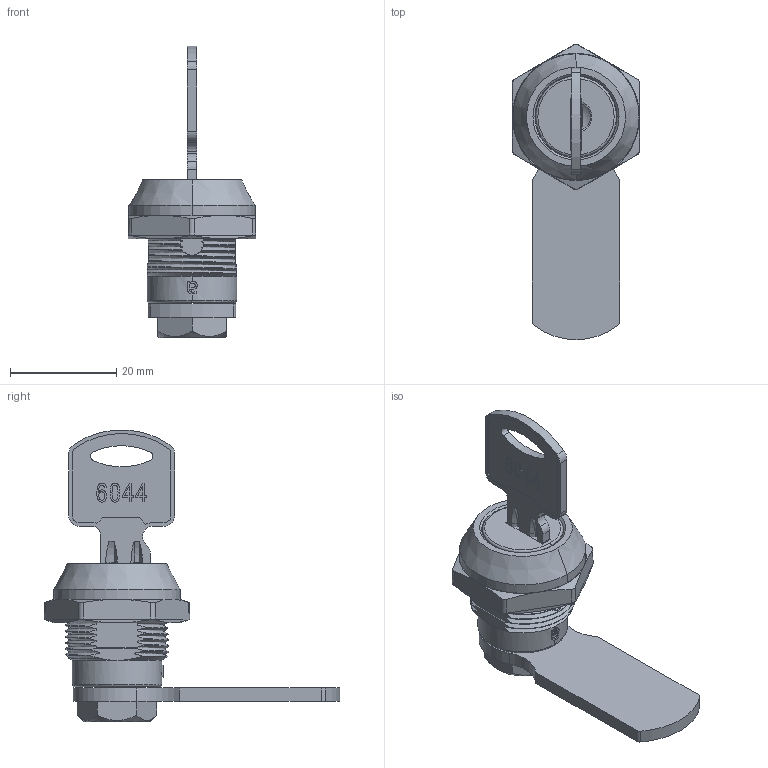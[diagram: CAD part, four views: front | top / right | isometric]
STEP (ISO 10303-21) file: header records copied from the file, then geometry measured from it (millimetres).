
FILE_DESCRIPTION (( 'STEP AP203' ), '1' );
FILE_NAME ('KM01.1.2.02.2020.STEP', '2019-10-08T13:29:22', ( '' ), ( '' ), 'SwSTEP 2.0', 'SolidWorks 2015', '' );
FILE_SCHEMA (( 'CONFIG_CONTROL_DESIGN' ));
Length unit declared in the file: millimetre
Products named in the file (1): KM01.1.2.02.2020
Bounding box: 24 x 55.7 x 55.04 mm (x, y, z)
Surface area: 6287.6 mm2 (no closed solid volume)
Topology: 0 solids, 9 shells, 367 faces, 1150 edges, 785 vertices
Faces by surface type: plane 135, bspline 95, cylinder 93, cone 38, torus 6
Entity records: 51289 total; most frequent: CARTESIAN_POINT 42344, ORIENTED_EDGE 2043, DIRECTION 1355, EDGE_CURVE 1150, VERTEX_POINT 785, VECTOR 497, LINE 497, B_SPLINE_CURVE_WITH_KNOTS 443
